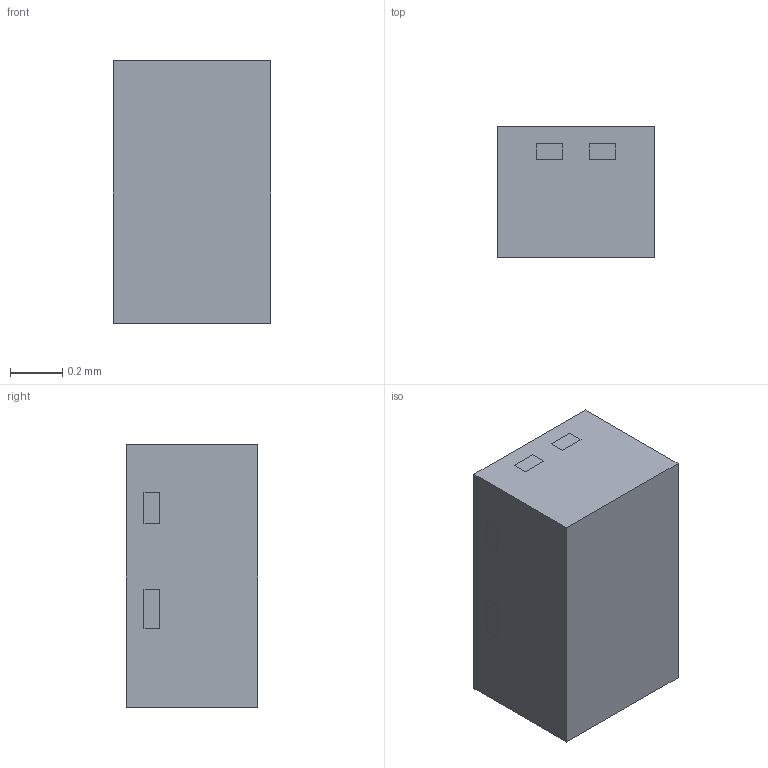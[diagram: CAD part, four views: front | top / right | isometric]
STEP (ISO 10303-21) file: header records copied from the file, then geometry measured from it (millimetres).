
FILE_DESCRIPTION(/* description */ ('Unknown'),/* implementation_level */ '2;1');
FILE_NAME(/* name */ 'DFN1006-3',/* time_stamp */ '2017-03-28T15:55:33+08:00',/* author */ ('Unknown'),/* organization */ ('Unknown'),/* preprocessor_version */ 'ST-DEVELOPER v16.7',/* originating_system */ 'DEX',/* authorisation */ $);
FILE_SCHEMA (('AUTOMOTIVE_DESIGN {1 0 10303 214 3 1 1}'));
Length unit declared in the file: millimetre
Products named in the file (3): DFN1006-3; Compound; LF
Assembly tree (2 placements, depth 2):
  DFN1006-3
    Compound
    LF
Bounding box: 0.6 x 0.5 x 1 mm (x, y, z)
Volume: 0.3 mm3; surface area: 4.9 mm2
Topology: 4 solids, 4 shells, 125 faces, 352 edges, 230 vertices
Faces by surface type: plane 71, cylinder 54
Entity records: 4162 total; most frequent: DIRECTION 718, CARTESIAN_POINT 710, ORIENTED_EDGE 704, EDGE_CURVE 352, LINE 242, VECTOR 242, AXIS2_PLACEMENT_3D 238, VERTEX_POINT 230
